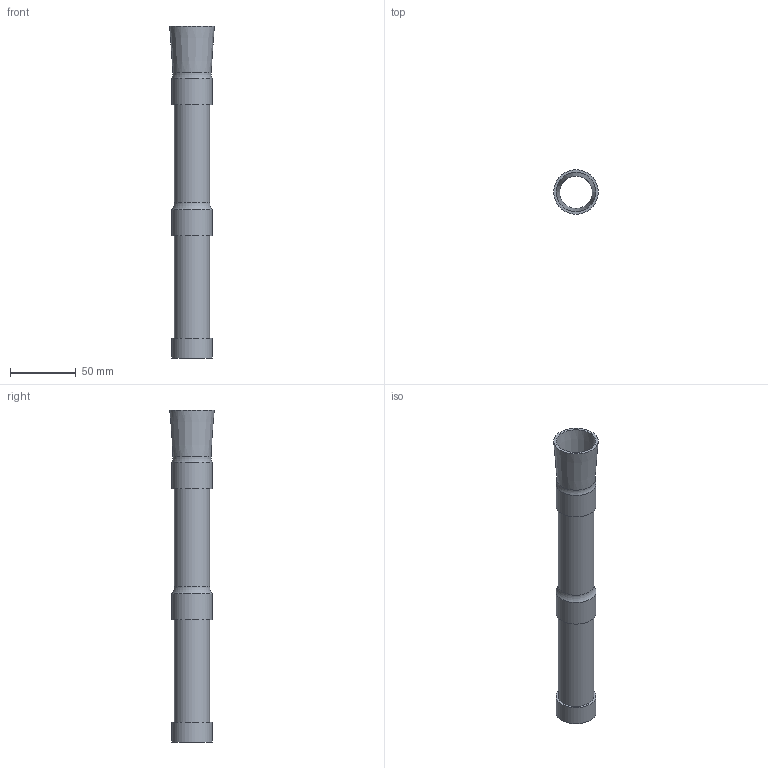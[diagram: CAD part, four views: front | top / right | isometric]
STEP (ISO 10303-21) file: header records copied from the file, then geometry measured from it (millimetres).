
FILE_DESCRIPTION(/* description */ (''),/* implementation_level */ '2;1');
FILE_NAME(/* name */ 'pipe elements_v8.step',/* time_stamp */ '2023-05-19T17:32:15+02:00',/* author */ (''),/* organization */ (''),/* preprocessor_version */ 'ST-DEVELOPER v19.2',/* originating_system */ 'Autodesk Translation Framework v12.4.0.73',/* authorisation */ '');
FILE_SCHEMA (('AUTOMOTIVE_DESIGN { 1 0 10303 214 3 1 1 }'));
Length unit declared in the file: millimetre
Products named in the file (4): pipe elements; part_1; part_2; part_3
Assembly tree (3 placements, depth 2):
  pipe elements
    part_1
    part_2
    part_3
Bounding box: 34 x 34 x 253 mm (x, y, z)
Volume: 32296.5 mm3; surface area: 47579.6 mm2
Topology: 3 solids, 3 shells, 23 faces, 39 edges, 26 vertices
Faces by surface type: plane 10, cylinder 9, torus 2, cone 2
Full cylindrical faces by diameter (mm): 25 x2, 27 x4, 30.5 x3
Entity records: 690 total; most frequent: DIRECTION 127, CARTESIAN_POINT 95, ORIENTED_EDGE 78, AXIS2_PLACEMENT_3D 58, EDGE_CURVE 39, EDGE_LOOP 33, CIRCLE 28, VERTEX_POINT 26
